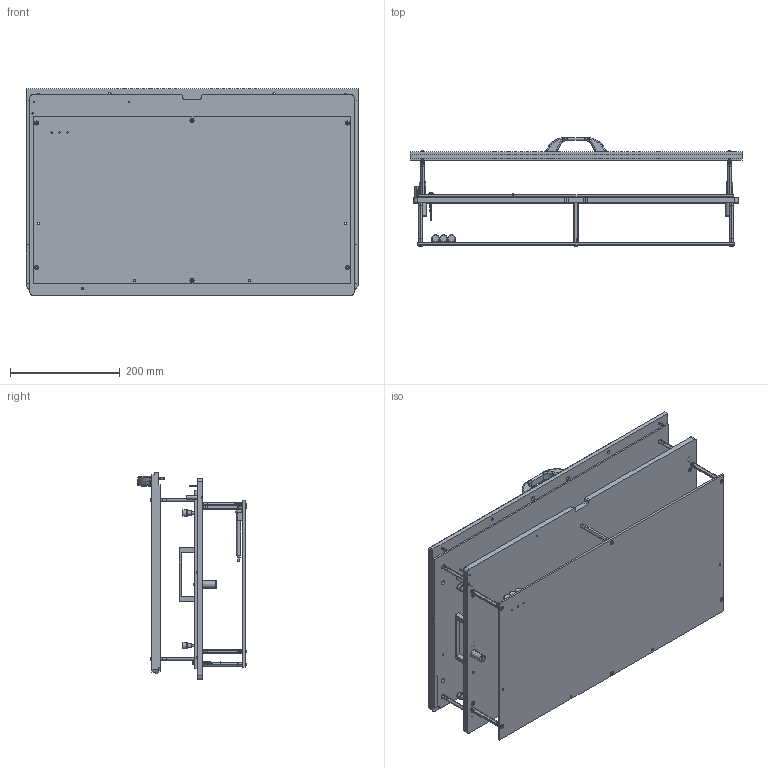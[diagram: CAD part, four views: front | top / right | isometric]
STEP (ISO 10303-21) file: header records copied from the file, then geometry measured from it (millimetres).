
FILE_DESCRIPTION (( 'STEP AP214' ), '1' );
FILE_NAME ('45985-KIT~1.STEP', '2019-09-19T08:42:09', ( '' ), ( '' ), 'SwSTEP 2.0', 'SolidWorks 2018', '' );
FILE_SCHEMA (( 'AUTOMOTIVE_DESIGN' ));
Length unit declared in the file: millimetre
Products named in the file (34): 2393~0_S; 45984~1_ICT Stellung (kontaktiert)  <S>; 45985-KIT~1; 43627~0_Hub 22,5mm<Standard>; 45870~1_ohne Transportschrauben <S>; ISO7380~n_M04,0x020; 53731~0; DIN912~n_M03,0x012; 3699~0_einzeln <Standard>; 41899~3_flexiebel <S>; 41369~1_S; 41367~5_S; KS-113-Master~-k-s_KS-113 23; 46869~0_S; DIN6325~n_06,0m6x030; DIN6325~n_03,0m6x016; DIN7979~n_04,0m6x020M3; DIN6325~n_03,0m6x024; DIN7991~n_M03,0x006; 2196~6; 45868~2; 3917~3_M 3 A; DIN125~n_03,2 M03,0; 1607~1; 32457~0_S; SKB-II~-s-k-i-i_M4,0x73 St; 45716~1_flexibel <S>; 2229~6; ISO7380~n_M03,0x006; 45865~1_S; 45871~2_S; 46011~3; ISO7380~n_M04,0x012; GKS-114-0015~-g-k-s_Hub = 08,0 <S>
Assembly tree (81 placements, depth 4):
  45985-KIT~1
    45984~1_ICT Stellung (kontaktiert)  <S>
      41899~3_flexiebel <S>
        KS-113-Master~-k-s_KS-113 23
        GKS-114-0015~-g-k-s_Hub = 08,0 <S>
        53731~0
        3917~3_M 3 A
      46011~3
      45865~1_S
      45868~2
      43627~0_Hub 22,5mm<Standard>  x6
      2196~6  x2
      2229~6  x2
      46869~0_S  x4
      1607~1  x2
      3699~0_einzeln <Standard>  x3
      SKB-II~-s-k-i-i_M4,0x73 St  x6
      ISO7380~n_M04,0x012  x16
      DIN6325~n_03,0m6x016
      DIN6325~n_03,0m6x024
      DIN6325~n_06,0m6x030
      DIN7991~n_M03,0x006  x3
      41367~5_S  x3
    45870~1_ohne Transportschrauben <S>
      45716~1_flexibel <S>
        32457~0_S
        DIN7979~n_04,0m6x020M3  x2
        ISO7380~n_M03,0x006  x2
        41369~1_S  x4
        ISO7380~n_M04,0x020  x4
        DIN912~n_M03,0x012  x2
        2393~0_S  x2
        DIN125~n_03,2 M03,0  x2
      45871~2_S
Bounding box: 606 x 198.2 x 377 mm (x, y, z)
Volume: 6964900.7 mm3; surface area: 1749929.1 mm2
Topology: 88 solids, 88 shells, 3289 faces, 7688 edges, 4959 vertices
Faces by surface type: plane 1634, cylinder 1119, cone 336, torus 124, bspline 56, sphere 20
Entity records: 85324 total; most frequent: CARTESIAN_POINT 18285, DIRECTION 11159, ORIENTED_EDGE 10038, EDGE_CURVE 5019, AXIS2_PLACEMENT_3D 4105, VERTEX_POINT 3288, LINE 2949, VECTOR 2949
